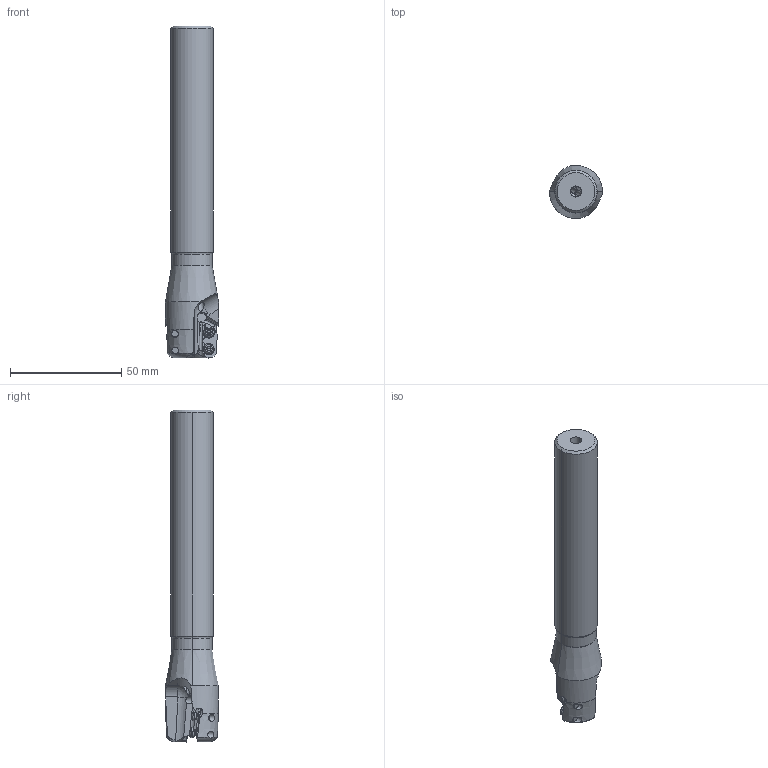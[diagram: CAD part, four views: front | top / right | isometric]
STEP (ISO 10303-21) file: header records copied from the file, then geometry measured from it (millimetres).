
FILE_DESCRIPTION(/* description */ (''),/* implementation_level */ '2;1');
FILE_NAME(/* name */ 'AXD4000UR162SA12SB.stp',/* time_stamp */ '2017-10-05T11:19:59+09:00',/* author */ (''),/* organization */ (''),/* preprocessor_version */ 'ST-DEVELOPER v16',/* originating_system */ 'SIEMENS PLM Software NX 10.0',/* authorisation */ '');
FILE_SCHEMA (('AUTOMOTIVE_DESIGN { 1 0 10303 214 3 1 1 1 }'));
Length unit declared in the file: millimetre
Products named in the file (1): AXD4000UR162SA12SB_ASM
Bounding box: 23.81 x 23.8 x 149.14 mm (x, y, z)
Volume: 38912.8 mm3; surface area: 12739 mm2
Topology: 5 solids, 5 shells, 280 faces, 881 edges, 600 vertices
Faces by surface type: cylinder 146, plane 62, cone 44, torus 16, sphere 10, bspline 2
Entity records: 13295 total; most frequent: CARTESIAN_POINT 5405, ORIENTED_EDGE 1738, DIRECTION 1598, EDGE_CURVE 869, AXIS2_PLACEMENT_3D 680, VERTEX_POINT 600, CIRCLE 356, EDGE_LOOP 293
